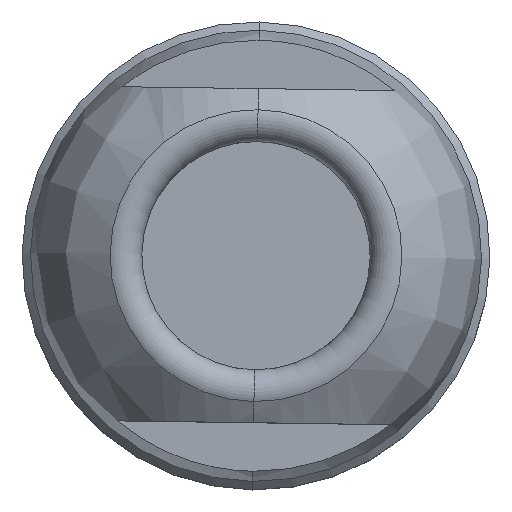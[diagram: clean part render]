
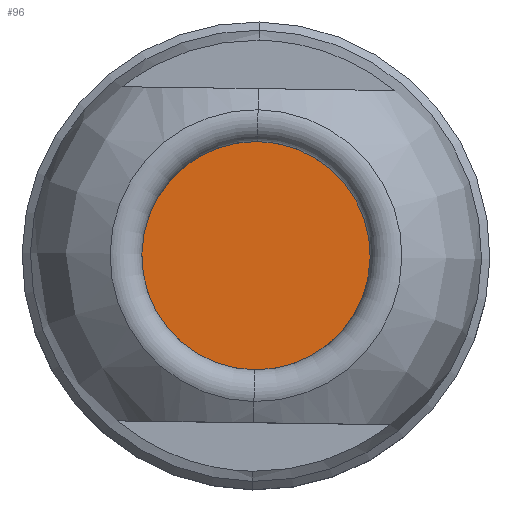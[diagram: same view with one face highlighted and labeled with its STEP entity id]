
A CAD part, top view. The second image highlights one B-rep face of the part: STEP entity #96.
In plain terms, the highlighted planar face has unit normal (0, 0, 1).
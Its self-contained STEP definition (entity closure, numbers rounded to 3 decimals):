
#34=AXIS2_PLACEMENT_3D('Plane Axis2P3D',#31,#32,#33) ;
#31=CARTESIAN_POINT('Axis2P3D Location',(8.4,8.4,59.286)) ;
#37=CARTESIAN_POINT('Control Point',(8.458,12.5,59.286)) ;
#38=CARTESIAN_POINT('Control Point',(8.854,12.494,59.286)) ;
#39=CARTESIAN_POINT('Control Point',(9.251,12.44,59.286)) ;
#40=CARTESIAN_POINT('Control Point',(9.638,12.339,59.286)) ;
#41=CARTESIAN_POINT('Control Point',(10.381,12.044,59.286)) ;
#42=CARTESIAN_POINT('Control Point',(11.033,11.581,59.286)) ;
#43=CARTESIAN_POINT('Control Point',(11.329,11.311,59.286)) ;
#44=CARTESIAN_POINT('Control Point',(11.849,10.704,59.286)) ;
#45=CARTESIAN_POINT('Control Point',(12.21,9.991,59.286)) ;
#46=CARTESIAN_POINT('Control Point',(12.346,9.614,59.286)) ;
#47=CARTESIAN_POINT('Control Point',(12.525,8.835,59.286)) ;
#48=CARTESIAN_POINT('Control Point',(12.513,8.036,59.286)) ;
#49=CARTESIAN_POINT('Control Point',(12.458,7.639,59.286)) ;
#50=CARTESIAN_POINT('Control Point',(12.254,6.866,59.286)) ;
#51=CARTESIAN_POINT('Control Point',(11.871,6.164,59.286)) ;
#52=CARTESIAN_POINT('Control Point',(11.638,5.838,59.286)) ;
#53=CARTESIAN_POINT('Control Point',(11.098,5.249,59.286)) ;
#54=CARTESIAN_POINT('Control Point',(10.433,4.806,59.286)) ;
#55=CARTESIAN_POINT('Control Point',(10.075,4.626,59.286)) ;
#56=CARTESIAN_POINT('Control Point',(9.513,4.424,59.286)) ;
#57=CARTESIAN_POINT('Control Point',(8.929,4.327,59.286)) ;
#58=CARTESIAN_POINT('Control Point',(8.732,4.307,59.286)) ;
#59=CARTESIAN_POINT('Control Point',(8.537,4.298,59.286)) ;
#60=CARTESIAN_POINT('Control Point',(8.342,4.3,59.286)) ;
#61=CARTESIAN_POINT('Vertex',(8.458,12.5,59.286)) ;
#63=CARTESIAN_POINT('Vertex',(8.342,4.3,59.286)) ;
#67=CARTESIAN_POINT('Control Point',(8.342,4.3,59.286)) ;
#68=CARTESIAN_POINT('Control Point',(7.946,4.306,59.286)) ;
#69=CARTESIAN_POINT('Control Point',(7.549,4.36,59.286)) ;
#70=CARTESIAN_POINT('Control Point',(7.162,4.461,59.286)) ;
#71=CARTESIAN_POINT('Control Point',(6.419,4.756,59.286)) ;
#72=CARTESIAN_POINT('Control Point',(5.767,5.219,59.286)) ;
#73=CARTESIAN_POINT('Control Point',(5.471,5.489,59.286)) ;
#74=CARTESIAN_POINT('Control Point',(4.951,6.096,59.286)) ;
#75=CARTESIAN_POINT('Control Point',(4.59,6.809,59.286)) ;
#76=CARTESIAN_POINT('Control Point',(4.454,7.186,59.286)) ;
#77=CARTESIAN_POINT('Control Point',(4.275,7.965,59.286)) ;
#78=CARTESIAN_POINT('Control Point',(4.287,8.764,59.286)) ;
#79=CARTESIAN_POINT('Control Point',(4.342,9.161,59.286)) ;
#80=CARTESIAN_POINT('Control Point',(4.546,9.934,59.286)) ;
#81=CARTESIAN_POINT('Control Point',(4.929,10.636,59.286)) ;
#82=CARTESIAN_POINT('Control Point',(5.162,10.962,59.286)) ;
#83=CARTESIAN_POINT('Control Point',(5.702,11.551,59.286)) ;
#84=CARTESIAN_POINT('Control Point',(6.367,11.994,59.286)) ;
#85=CARTESIAN_POINT('Control Point',(6.725,12.174,59.286)) ;
#86=CARTESIAN_POINT('Control Point',(7.287,12.376,59.286)) ;
#87=CARTESIAN_POINT('Control Point',(7.871,12.473,59.286)) ;
#88=CARTESIAN_POINT('Control Point',(8.068,12.493,59.286)) ;
#89=CARTESIAN_POINT('Control Point',(8.263,12.502,59.286)) ;
#90=CARTESIAN_POINT('Control Point',(8.458,12.5,59.286)) ;
#32=DIRECTION('Axis2P3D Direction',(0.,0.,1.)) ;
#33=DIRECTION('Axis2P3D XDirection',(0.,-1.,0.)) ;
#93=ORIENTED_EDGE('',*,*,#65,.F.) ;
#94=ORIENTED_EDGE('',*,*,#91,.F.) ;
#96=ADVANCED_FACE('Hauptk\X2\00F6\X0\rper',(#95),#35,.T.) ;
#36=B_SPLINE_CURVE_WITH_KNOTS('',5,(#37,#38,#39,#40,#41,#42,#43,#44,#45,#46,#47,#48,#49,#50,#51,#52,#53,#54,#55,#56,#57,#58,#59,#60),.UNSPECIFIED.,.F.,.U.,(6,3,3,3,3,3,3,6),(0.,2.812,5.624,8.437,11.249,14.061,16.873,18.256),.UNSPECIFIED.) ;
#66=B_SPLINE_CURVE_WITH_KNOTS('',5,(#67,#68,#69,#70,#71,#72,#73,#74,#75,#76,#77,#78,#79,#80,#81,#82,#83,#84,#85,#86,#87,#88,#89,#90),.UNSPECIFIED.,.F.,.U.,(6,3,3,3,3,3,3,6),(0.,2.812,5.624,8.437,11.249,14.061,16.873,18.256),.UNSPECIFIED.) ;
#65=EDGE_CURVE('',#62,#64,#36,.T.) ;
#91=EDGE_CURVE('',#64,#62,#66,.T.) ;
#92=EDGE_LOOP('',(#93,#94)) ;
#95=FACE_OUTER_BOUND('',#92,.T.) ;
#35=PLANE('',#34) ;
#62=VERTEX_POINT('',#61) ;
#64=VERTEX_POINT('',#63) ;
